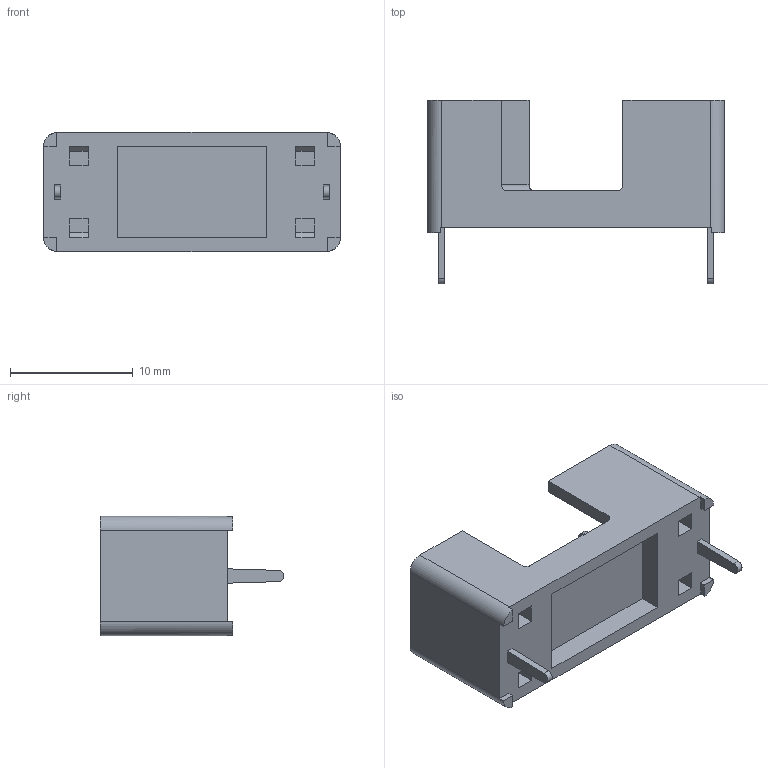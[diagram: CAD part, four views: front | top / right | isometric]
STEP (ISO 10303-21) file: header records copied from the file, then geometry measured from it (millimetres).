
FILE_DESCRIPTION (( 'STEP AP214' ), '1' );
FILE_NAME ('4527.STEP', '2018-06-08T10:52:47', ( '' ), ( '' ), 'SwSTEP 2.0', 'SolidWorks 2017', '' );
FILE_SCHEMA (( 'AUTOMOTIVE_DESIGN' ));
Length unit declared in the file: inch
Products named in the file (1): 4527
Bounding box: 24.16 x 14.96 x 9.7 mm (x, y, z)
Volume: 932.1 mm3; surface area: 1895.9 mm2
Topology: 7 solids, 7 shells, 169 faces, 448 edges, 298 vertices
Faces by surface type: plane 139, cylinder 30
Entity records: 5378 total; most frequent: CARTESIAN_POINT 936, ORIENTED_EDGE 896, DIRECTION 842, EDGE_CURVE 448, LINE 386, VECTOR 386, VERTEX_POINT 298, AXIS2_PLACEMENT_3D 228
